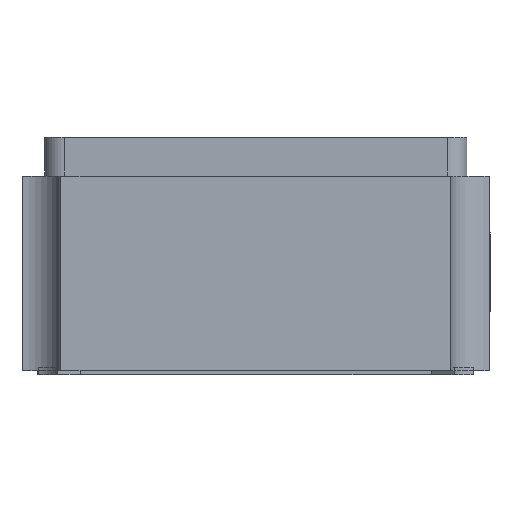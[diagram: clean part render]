
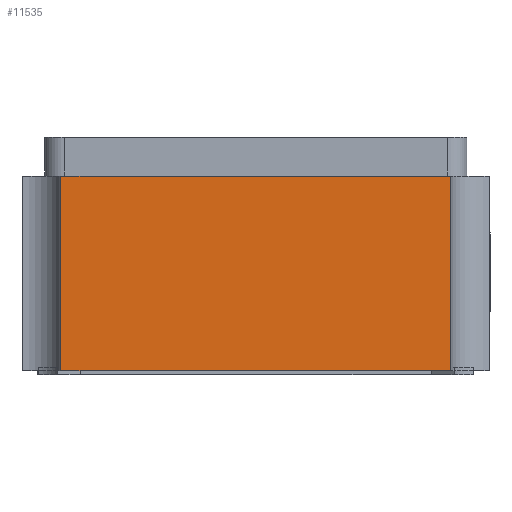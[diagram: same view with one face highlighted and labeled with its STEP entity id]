
A CAD part, left-side view. The second image highlights one B-rep face of the part: STEP entity #11535.
In plain terms, the highlighted planar face has unit normal (-1, 0, 0).
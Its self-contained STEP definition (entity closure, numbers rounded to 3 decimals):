
#309 = VERTEX_POINT ( 'NONE', #8073 ) ;
#314 = EDGE_CURVE ( 'NONE', #13780, #309, #624, .T. ) ;
#624 = LINE ( 'NONE', #11322, #19223 ) ;
#1430 = CARTESIAN_POINT ( 'NONE',  ( -1., 0.5, 0.51 ) ) ;
#2398 = LINE ( 'NONE', #16316, #15828 ) ;
#2746 = EDGE_CURVE ( 'NONE', #9219, #13780, #16230, .T. ) ;
#2945 = LINE ( 'NONE', #14974, #6260 ) ;
#3844 = ORIENTED_EDGE ( 'NONE', *, *, #314, .F. ) ;
#3936 = CARTESIAN_POINT ( 'NONE',  ( -1., -0.6, 0.51 ) ) ;
#4371 = DIRECTION ( 'NONE',  ( 0., 0., -1. ) ) ;
#4441 = ORIENTED_EDGE ( 'NONE', *, *, #5401, .F. ) ;
#5401 = EDGE_CURVE ( 'NONE', #5416, #9219, #2398, .T. ) ;
#5416 = VERTEX_POINT ( 'NONE', #10164 ) ;
#6236 = AXIS2_PLACEMENT_3D ( 'NONE', #10422, #18178, #4371 ) ;
#6260 = VECTOR ( 'NONE', #10401, 1000. ) ;
#6860 = DIRECTION ( 'NONE',  ( 0., 0., -1. ) ) ;
#7504 = PLANE ( 'NONE',  #6236 ) ;
#7610 = VECTOR ( 'NONE', #15036, 1000. ) ;
#8073 = CARTESIAN_POINT ( 'NONE',  ( -1., -0.5, 0.01 ) ) ;
#9219 = VERTEX_POINT ( 'NONE', #1430 ) ;
#10164 = CARTESIAN_POINT ( 'NONE',  ( -1., 0.5, 0.01 ) ) ;
#10401 = DIRECTION ( 'NONE',  ( 0., -1., 0. ) ) ;
#10422 = CARTESIAN_POINT ( 'NONE',  ( -1., -0.6, 0.51 ) ) ;
#11322 = CARTESIAN_POINT ( 'NONE',  ( -1., -0.5, 0.6 ) ) ;
#11535 = ADVANCED_FACE ( 'NONE', ( #16576 ), #7504, .F. ) ;
#12584 = ORIENTED_EDGE ( 'NONE', *, *, #2746, .F. ) ;
#12908 = ORIENTED_EDGE ( 'NONE', *, *, #19767, .T. ) ;
#13780 = VERTEX_POINT ( 'NONE', #15898 ) ;
#14974 = CARTESIAN_POINT ( 'NONE',  ( -1., -0.6, 0.01 ) ) ;
#15036 = DIRECTION ( 'NONE',  ( 0., -1., 0. ) ) ;
#15181 = EDGE_LOOP ( 'NONE', ( #4441, #12908, #3844, #12584 ) ) ;
#15828 = VECTOR ( 'NONE', #17711, 1000. ) ;
#15898 = CARTESIAN_POINT ( 'NONE',  ( -1., -0.5, 0.51 ) ) ;
#16230 = LINE ( 'NONE', #3936, #7610 ) ;
#16316 = CARTESIAN_POINT ( 'NONE',  ( -1., 0.5, 0.6 ) ) ;
#16576 = FACE_OUTER_BOUND ( 'NONE', #15181, .T. ) ;
#17711 = DIRECTION ( 'NONE',  ( 0., 0., 1. ) ) ;
#18178 = DIRECTION ( 'NONE',  ( 1., 0., 0. ) ) ;
#19223 = VECTOR ( 'NONE', #6860, 1000. ) ;
#19767 = EDGE_CURVE ( 'NONE', #5416, #309, #2945, .T. ) ;
